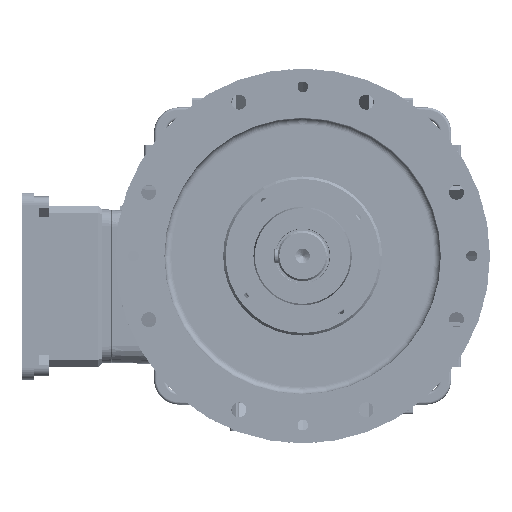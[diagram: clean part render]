
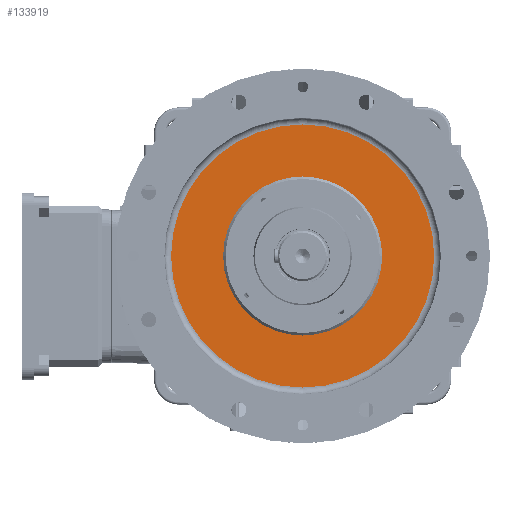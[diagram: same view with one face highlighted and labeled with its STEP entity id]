
A CAD part, left-side view. The second image highlights one B-rep face of the part: STEP entity #133919.
In plain terms, the highlighted planar face has unit normal (-1, 0, 0).
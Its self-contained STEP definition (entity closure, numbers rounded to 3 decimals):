
#8032 = FACE_OUTER_BOUND ( 'NONE', #72080, .T. ) ;
#11779 = VERTEX_POINT ( 'NONE', #119935 ) ;
#14486 = AXIS2_PLACEMENT_3D ( 'NONE', #77955, #125280, #187983 ) ;
#19679 = EDGE_CURVE ( 'NONE', #11779, #58646, #164973, .T. ) ;
#30135 = CARTESIAN_POINT ( 'NONE',  ( 19.5, 0., 0. ) ) ;
#33091 = CARTESIAN_POINT ( 'NONE',  ( 19.5, 0., 95.5 ) ) ;
#37818 = CARTESIAN_POINT ( 'NONE',  ( 19.5, 158., 0. ) ) ;
#46225 = AXIS2_PLACEMENT_3D ( 'NONE', #37818, #98451, #114887 ) ;
#46450 = EDGE_CURVE ( 'NONE', #66404, #174384, #139181, .T. ) ;
#52172 = PLANE ( 'NONE',  #46225 ) ;
#58646 = VERTEX_POINT ( 'NONE', #87109 ) ;
#66404 = VERTEX_POINT ( 'NONE', #33091 ) ;
#72080 = EDGE_LOOP ( 'NONE', ( #128620, #192489 ) ) ;
#77955 = CARTESIAN_POINT ( 'NONE',  ( 19.5, 0., 0. ) ) ;
#87109 = CARTESIAN_POINT ( 'NONE',  ( 19.5, 0., -158. ) ) ;
#89141 = AXIS2_PLACEMENT_3D ( 'NONE', #30135, #136281, #140077 ) ;
#98451 = DIRECTION ( 'NONE',  ( 1., 0., 0. ) ) ;
#102269 = DIRECTION ( 'NONE',  ( -1., 0., 0. ) ) ;
#108520 = ORIENTED_EDGE ( 'NONE', *, *, #186022, .F. ) ;
#110631 = CIRCLE ( 'NONE', #123813, 158. ) ;
#114887 = DIRECTION ( 'NONE',  ( 0., 0., -1. ) ) ;
#118113 = CARTESIAN_POINT ( 'NONE',  ( 19.5, 0., -95.5 ) ) ;
#119935 = CARTESIAN_POINT ( 'NONE',  ( 19.5, 0., 158. ) ) ;
#123813 = AXIS2_PLACEMENT_3D ( 'NONE', #183513, #178741, #167112 ) ;
#125280 = DIRECTION ( 'NONE',  ( -1., 0., 0. ) ) ;
#128620 = ORIENTED_EDGE ( 'NONE', *, *, #19679, .T. ) ;
#129295 = FACE_BOUND ( 'NONE', #189192, .T. ) ;
#133919 = ADVANCED_FACE ( 'NONE', ( #129295, #8032 ), #52172, .F. ) ;
#136281 = DIRECTION ( 'NONE',  ( -1., 0., 0. ) ) ;
#139181 = CIRCLE ( 'NONE', #14486, 95.5 ) ;
#140077 = DIRECTION ( 'NONE',  ( 0., 0., 1. ) ) ;
#161383 = CIRCLE ( 'NONE', #89141, 95.5 ) ;
#164973 = CIRCLE ( 'NONE', #178004, 158. ) ;
#166042 = CARTESIAN_POINT ( 'NONE',  ( 19.5, 0., 0. ) ) ;
#167112 = DIRECTION ( 'NONE',  ( 0., 0., 1. ) ) ;
#174384 = VERTEX_POINT ( 'NONE', #118113 ) ;
#178004 = AXIS2_PLACEMENT_3D ( 'NONE', #166042, #102269, #194801 ) ;
#178741 = DIRECTION ( 'NONE',  ( -1., 0., 0. ) ) ;
#178800 = EDGE_CURVE ( 'NONE', #58646, #11779, #110631, .T. ) ;
#179071 = ORIENTED_EDGE ( 'NONE', *, *, #46450, .F. ) ;
#183513 = CARTESIAN_POINT ( 'NONE',  ( 19.5, 0., 0. ) ) ;
#186022 = EDGE_CURVE ( 'NONE', #174384, #66404, #161383, .T. ) ;
#187983 = DIRECTION ( 'NONE',  ( 0., 0., 1. ) ) ;
#189192 = EDGE_LOOP ( 'NONE', ( #108520, #179071 ) ) ;
#192489 = ORIENTED_EDGE ( 'NONE', *, *, #178800, .T. ) ;
#194801 = DIRECTION ( 'NONE',  ( 0., 0., 1. ) ) ;
